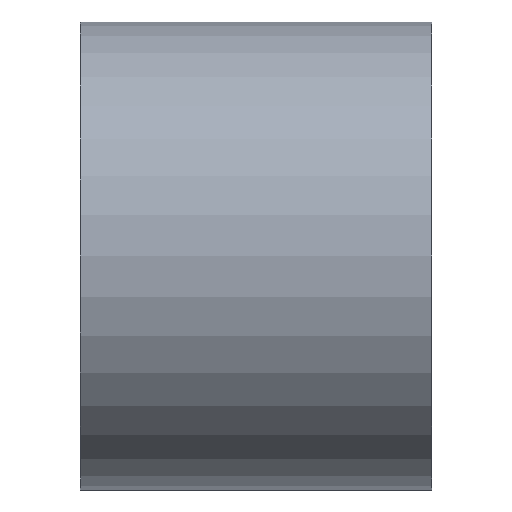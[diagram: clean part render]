
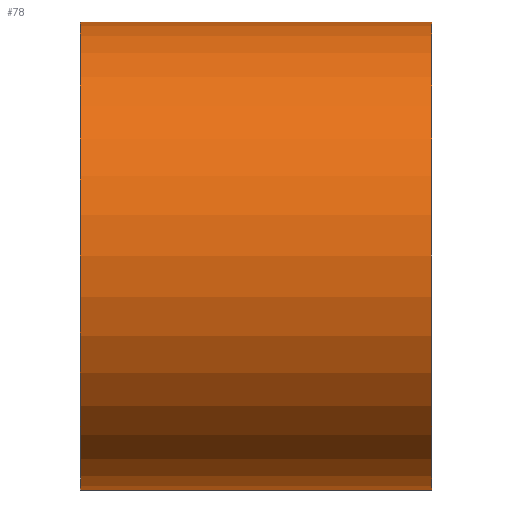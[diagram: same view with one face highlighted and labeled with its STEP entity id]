
A CAD part, left-side view. The second image highlights one B-rep face of the part: STEP entity #78.
In plain terms, the highlighted cylindrical face has radius 25.4 mm (diameter 50.8 mm), a partial arc.
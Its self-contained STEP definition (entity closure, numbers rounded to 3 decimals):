
#10 = DIRECTION ( 'NONE',  ( 0., 1., 0. ) ) ;
#15 = ORIENTED_EDGE ( 'NONE', *, *, #71, .T. ) ;
#29 = VERTEX_POINT ( 'NONE', #164 ) ;
#39 = DIRECTION ( 'NONE',  ( 0., 0., 1. ) ) ;
#44 = EDGE_LOOP ( 'NONE', ( #89, #87, #15, #102 ) ) ;
#48 = VERTEX_POINT ( 'NONE', #53 ) ;
#49 = DIRECTION ( 'NONE',  ( 0., 1., 0. ) ) ;
#53 = CARTESIAN_POINT ( 'NONE',  ( 0., 38.1, -25.4 ) ) ;
#54 = DIRECTION ( 'NONE',  ( 0., 1., 0. ) ) ;
#57 = DIRECTION ( 'NONE',  ( 0., 1., 0. ) ) ;
#58 = CARTESIAN_POINT ( 'NONE',  ( 0., 161.376, -25.4 ) ) ;
#61 = AXIS2_PLACEMENT_3D ( 'NONE', #205, #57, #39 ) ;
#71 = EDGE_CURVE ( 'NONE', #212, #29, #168, .T. ) ;
#76 = EDGE_CURVE ( 'NONE', #155, #212, #127, .T. ) ;
#78 = ADVANCED_FACE ( 'NONE', ( #84 ), #148, .T. ) ;
#84 = FACE_OUTER_BOUND ( 'NONE', #44, .T. ) ;
#87 = ORIENTED_EDGE ( 'NONE', *, *, #76, .T. ) ;
#89 = ORIENTED_EDGE ( 'NONE', *, *, #237, .F. ) ;
#91 = CARTESIAN_POINT ( 'NONE',  ( 0., 0., 0. ) ) ;
#102 = ORIENTED_EDGE ( 'NONE', *, *, #197, .F. ) ;
#108 = DIRECTION ( 'NONE',  ( 0., 0., 1. ) ) ;
#109 = CARTESIAN_POINT ( 'NONE',  ( 0., 161.376, 0. ) ) ;
#125 = AXIS2_PLACEMENT_3D ( 'NONE', #109, #49, #235 ) ;
#127 = CIRCLE ( 'NONE', #180, 25.4 ) ;
#128 = DIRECTION ( 'NONE',  ( 0., 1., 0. ) ) ;
#130 = CARTESIAN_POINT ( 'NONE',  ( 0., 161.376, 25.4 ) ) ;
#148 = CYLINDRICAL_SURFACE ( 'NONE', #125, 25.4 ) ;
#155 = VERTEX_POINT ( 'NONE', #170 ) ;
#157 = LINE ( 'NONE', #58, #203 ) ;
#160 = CIRCLE ( 'NONE', #61, 25.4 ) ;
#164 = CARTESIAN_POINT ( 'NONE',  ( 0., 38.1, 25.4 ) ) ;
#168 = LINE ( 'NONE', #130, #229 ) ;
#170 = CARTESIAN_POINT ( 'NONE',  ( 0., 0., -25.4 ) ) ;
#172 = CARTESIAN_POINT ( 'NONE',  ( 0., 0., 25.4 ) ) ;
#180 = AXIS2_PLACEMENT_3D ( 'NONE', #91, #10, #108 ) ;
#197 = EDGE_CURVE ( 'NONE', #48, #29, #160, .T. ) ;
#203 = VECTOR ( 'NONE', #54, 1000. ) ;
#205 = CARTESIAN_POINT ( 'NONE',  ( 0., 38.1, 0. ) ) ;
#212 = VERTEX_POINT ( 'NONE', #172 ) ;
#229 = VECTOR ( 'NONE', #128, 1000. ) ;
#235 = DIRECTION ( 'NONE',  ( 0., 0., 1. ) ) ;
#237 = EDGE_CURVE ( 'NONE', #155, #48, #157, .T. ) ;
